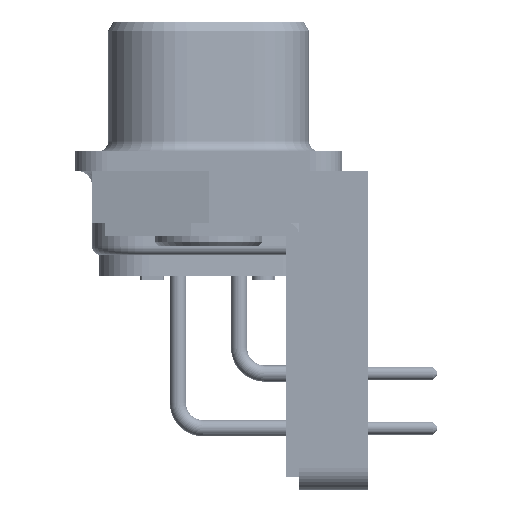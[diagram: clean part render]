
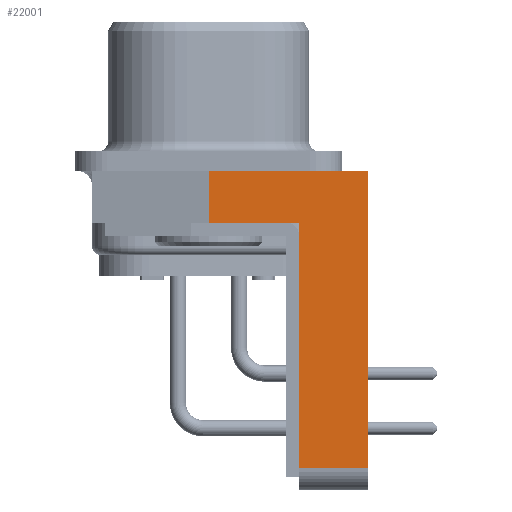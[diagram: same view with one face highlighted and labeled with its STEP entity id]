
A CAD part, left-side view. The second image highlights one B-rep face of the part: STEP entity #22001.
In plain terms, the highlighted planar face has unit normal (-1, 0, 0).
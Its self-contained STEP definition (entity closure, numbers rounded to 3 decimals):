
#2154=LINE('',#40528,#3894);
#2157=LINE('',#40537,#3897);
#2162=LINE('',#40547,#3902);
#2163=LINE('',#40550,#3903);
#2164=LINE('',#40551,#3904);
#2165=LINE('',#40552,#3905);
#3894=VECTOR('',#29978,1000.);
#3897=VECTOR('',#29985,1000.);
#3902=VECTOR('',#29992,1000.);
#3903=VECTOR('',#29993,1000.);
#3904=VECTOR('',#29994,1000.);
#3905=VECTOR('',#29995,1000.);
#9636=ORIENTED_EDGE('',*,*,#13486,.F.);
#9637=ORIENTED_EDGE('',*,*,#13487,.F.);
#9638=ORIENTED_EDGE('',*,*,#13477,.F.);
#9639=ORIENTED_EDGE('',*,*,#13488,.T.);
#9640=ORIENTED_EDGE('',*,*,#13481,.T.);
#9641=ORIENTED_EDGE('',*,*,#13489,.T.);
#13477=EDGE_CURVE('',#15763,#15764,#2154,.T.);
#13481=EDGE_CURVE('',#15768,#15767,#2157,.T.);
#13486=EDGE_CURVE('',#15772,#15773,#2162,.T.);
#13487=EDGE_CURVE('',#15764,#15772,#2163,.T.);
#13488=EDGE_CURVE('',#15763,#15768,#2164,.T.);
#13489=EDGE_CURVE('',#15767,#15773,#2165,.T.);
#15763=VERTEX_POINT('',#40527);
#15764=VERTEX_POINT('',#40529);
#15767=VERTEX_POINT('',#40536);
#15768=VERTEX_POINT('',#40538);
#15772=VERTEX_POINT('',#40548);
#15773=VERTEX_POINT('',#40549);
#17715=EDGE_LOOP('',(#9636,#9637,#9638,#9639,#9640,#9641));
#19632=FACE_BOUND('',#17715,.T.);
#20900=PLANE('',#25102);
#22001=ADVANCED_FACE('',(#19632),#20900,.T.);
#25102=AXIS2_PLACEMENT_3D('',#40546,#29990,#29991);
#29978=DIRECTION('',(0.,-1.,0.));
#29985=DIRECTION('',(0.,-1.,0.));
#29990=DIRECTION('',(-1.,0.,0.));
#29991=DIRECTION('',(0.,0.,1.));
#29992=DIRECTION('',(0.,1.,0.));
#29993=DIRECTION('',(0.,0.,-1.));
#29994=DIRECTION('',(0.,0.,-1.));
#29995=DIRECTION('',(0.,0.,-1.));
#40527=CARTESIAN_POINT('',(-34.65,7.4,0.));
#40528=CARTESIAN_POINT('',(-34.65,7.4,0.));
#40529=CARTESIAN_POINT('',(-34.65,0.,0.));
#40536=CARTESIAN_POINT('',(-34.65,3.2,-2.4));
#40537=CARTESIAN_POINT('',(-34.65,7.4,-2.4));
#40538=CARTESIAN_POINT('',(-34.65,7.4,-2.4));
#40546=CARTESIAN_POINT('',(-34.65,7.4,0.));
#40547=CARTESIAN_POINT('',(-34.65,4.5,-13.8));
#40548=CARTESIAN_POINT('',(-34.65,0.,-13.8));
#40549=CARTESIAN_POINT('',(-34.65,3.2,-13.8));
#40550=CARTESIAN_POINT('',(-34.65,0.,0.));
#40551=CARTESIAN_POINT('',(-34.65,7.4,0.));
#40552=CARTESIAN_POINT('',(-34.65,3.2,-2.4));
